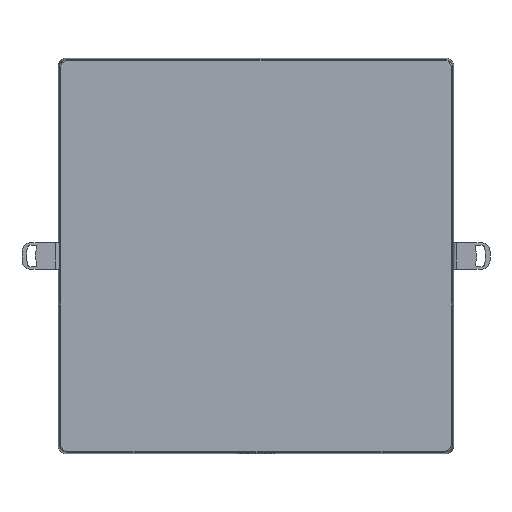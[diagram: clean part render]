
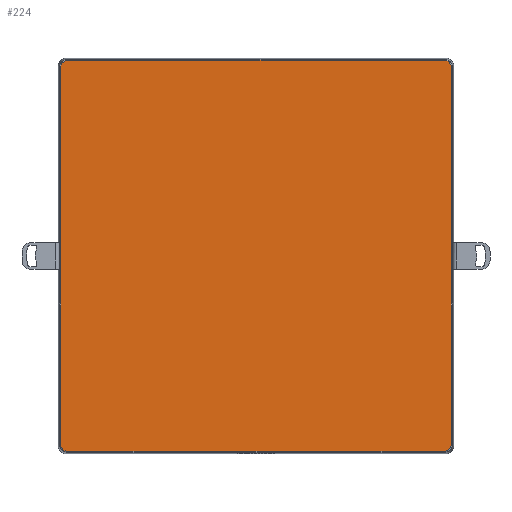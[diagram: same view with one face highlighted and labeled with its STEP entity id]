
A CAD part, top view. The second image highlights one B-rep face of the part: STEP entity #224.
In plain terms, the highlighted planar face has unit normal (0, 0, 1).
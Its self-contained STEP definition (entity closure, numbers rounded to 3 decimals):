
#224=ADVANCED_FACE('',(#497),#3917,.T.);
#497=FACE_OUTER_BOUND('',#769,.T.);
#769=EDGE_LOOP('',(#1846,#1847,#1848,#1849,#1850,#1851,#1852,#1853,#1854,
#1855));
#1846=ORIENTED_EDGE('',*,*,#2573,.T.);
#1847=ORIENTED_EDGE('',*,*,#2668,.T.);
#1848=ORIENTED_EDGE('',*,*,#2578,.T.);
#1849=ORIENTED_EDGE('',*,*,#2582,.F.);
#1850=ORIENTED_EDGE('',*,*,#2574,.T.);
#1851=ORIENTED_EDGE('',*,*,#2670,.T.);
#1852=ORIENTED_EDGE('',*,*,#2575,.T.);
#1853=ORIENTED_EDGE('',*,*,#2665,.T.);
#1854=ORIENTED_EDGE('',*,*,#2576,.T.);
#1855=ORIENTED_EDGE('',*,*,#2663,.T.);
#2573=EDGE_CURVE('',#3629,#3685,#2885,.T.);
#2574=EDGE_CURVE('',#3635,#3687,#2886,.T.);
#2575=EDGE_CURVE('',#3686,#3684,#2887,.T.);
#2576=EDGE_CURVE('',#3682,#3683,#2888,.T.);
#2578=EDGE_CURVE('',#3632,#3633,#2890,.T.);
#2582=EDGE_CURVE('',#3635,#3633,#3245,.T.);
#2663=EDGE_CURVE('',#3683,#3629,#3287,.T.);
#2665=EDGE_CURVE('',#3684,#3682,#3288,.T.);
#2668=EDGE_CURVE('',#3685,#3632,#3289,.T.);
#2670=EDGE_CURVE('',#3687,#3686,#3290,.T.);
#2885=(
BOUNDED_CURVE()
B_SPLINE_CURVE(2,(#9044,#9045,#9046,#9047,#9048),.UNSPECIFIED.,.F.,.F.)
B_SPLINE_CURVE_WITH_KNOTS((3,2,3),(750.659,753.801,756.942),
 .UNSPECIFIED.)
CURVE()
GEOMETRIC_REPRESENTATION_ITEM()
RATIONAL_B_SPLINE_CURVE((1.,0.924,1.,0.924,1.))
REPRESENTATION_ITEM('')
);
#2886=(
BOUNDED_CURVE()
B_SPLINE_CURVE(2,(#9049,#9050,#9051,#9052,#9053),.UNSPECIFIED.,.F.,.F.)
B_SPLINE_CURVE_WITH_KNOTS((3,2,3),(969.317,972.458,975.599),
 .UNSPECIFIED.)
CURVE()
GEOMETRIC_REPRESENTATION_ITEM()
RATIONAL_B_SPLINE_CURVE((1.,0.924,1.,0.924,1.))
REPRESENTATION_ITEM('')
);
#2887=(
BOUNDED_CURVE()
B_SPLINE_CURVE(2,(#9054,#9055,#9056,#9057,#9058),.UNSPECIFIED.,.F.,.F.)
B_SPLINE_CURVE_WITH_KNOTS((3,2,3),(1187.974,1191.115,1194.257),
 .UNSPECIFIED.)
CURVE()
GEOMETRIC_REPRESENTATION_ITEM()
RATIONAL_B_SPLINE_CURVE((1.,0.924,1.,0.924,1.))
REPRESENTATION_ITEM('')
);
#2888=(
BOUNDED_CURVE()
B_SPLINE_CURVE(2,(#9059,#9060,#9061,#9062,#9063),.UNSPECIFIED.,.F.,.F.)
B_SPLINE_CURVE_WITH_KNOTS((3,2,3),(1406.631,1409.773,1412.914),
 .UNSPECIFIED.)
CURVE()
GEOMETRIC_REPRESENTATION_ITEM()
RATIONAL_B_SPLINE_CURVE((1.,0.924,1.,0.924,
1.))
REPRESENTATION_ITEM('')
);
#2890=(
BOUNDED_CURVE()
B_SPLINE_CURVE(1,(#9067,#9068),.UNSPECIFIED.,.F.,.F.)
B_SPLINE_CURVE_WITH_KNOTS((2,2),(0.,23.),.UNSPECIFIED.)
CURVE()
GEOMETRIC_REPRESENTATION_ITEM()
RATIONAL_B_SPLINE_CURVE((1.,1.))
REPRESENTATION_ITEM('')
);
#3245=B_SPLINE_CURVE_WITH_KNOTS('',1,(#9077,#9078),.UNSPECIFIED.,.F.,.F.,
(2,2),(-94.687,0.),.UNSPECIFIED.);
#3287=B_SPLINE_CURVE_WITH_KNOTS('',1,(#9346,#9347),.UNSPECIFIED.,.F.,.F.,
(2,2),(0.,212.375),.UNSPECIFIED.);
#3288=B_SPLINE_CURVE_WITH_KNOTS('',1,(#9351,#9352),.UNSPECIFIED.,.F.,.F.,
(2,2),(0.,212.375),.UNSPECIFIED.);
#3289=B_SPLINE_CURVE_WITH_KNOTS('',1,(#9359,#9360),.UNSPECIFIED.,.F.,.F.,
(2,2),(0.,94.687),.UNSPECIFIED.);
#3290=B_SPLINE_CURVE_WITH_KNOTS('',1,(#9364,#9365),.UNSPECIFIED.,.F.,.F.,
(2,2),(0.,212.375),.UNSPECIFIED.);
#3629=VERTEX_POINT('',#8751);
#3632=VERTEX_POINT('',#8754);
#3633=VERTEX_POINT('',#8755);
#3635=VERTEX_POINT('',#8757);
#3682=VERTEX_POINT('',#8804);
#3683=VERTEX_POINT('',#8805);
#3684=VERTEX_POINT('',#8806);
#3685=VERTEX_POINT('',#8807);
#3686=VERTEX_POINT('',#8808);
#3687=VERTEX_POINT('',#8809);
#3917=PLANE('',#4093);
#4093=AXIS2_PLACEMENT_3D('',#7951,#4184,$);
#4184=DIRECTION('',(0.,0.,1.));
#7951=CARTESIAN_POINT('',(-112.39,-112.45,30.596));
#8751=CARTESIAN_POINT('',(-110.186,-106.248,30.596));
#8754=CARTESIAN_POINT('',(-11.5,-110.247,30.596));
#8755=CARTESIAN_POINT('',(11.5,-110.247,30.596));
#8757=CARTESIAN_POINT('',(106.187,-110.247,30.596));
#8804=CARTESIAN_POINT('',(-106.187,110.125,30.596));
#8805=CARTESIAN_POINT('',(-110.186,106.127,30.596));
#8806=CARTESIAN_POINT('',(106.187,110.125,30.596));
#8807=CARTESIAN_POINT('',(-106.187,-110.247,30.596));
#8808=CARTESIAN_POINT('',(110.186,106.127,30.596));
#8809=CARTESIAN_POINT('',(110.186,-106.248,30.596));
#9044=CARTESIAN_POINT('',(-110.186,-106.248,30.596));
#9045=CARTESIAN_POINT('',(-110.186,-107.905,30.596));
#9046=CARTESIAN_POINT('',(-109.015,-109.076,30.596));
#9047=CARTESIAN_POINT('',(-107.844,-110.247,30.596));
#9048=CARTESIAN_POINT('',(-106.187,-110.247,30.596));
#9049=CARTESIAN_POINT('',(106.187,-110.247,30.596));
#9050=CARTESIAN_POINT('',(107.844,-110.247,30.596));
#9051=CARTESIAN_POINT('',(109.015,-109.076,30.596));
#9052=CARTESIAN_POINT('',(110.186,-107.905,30.596));
#9053=CARTESIAN_POINT('',(110.186,-106.248,30.596));
#9054=CARTESIAN_POINT('',(110.186,106.127,30.596));
#9055=CARTESIAN_POINT('',(110.186,107.783,30.596));
#9056=CARTESIAN_POINT('',(109.015,108.954,30.596));
#9057=CARTESIAN_POINT('',(107.844,110.125,30.596));
#9058=CARTESIAN_POINT('',(106.187,110.125,30.596));
#9059=CARTESIAN_POINT('',(-106.187,110.125,30.596));
#9060=CARTESIAN_POINT('',(-107.844,110.125,30.596));
#9061=CARTESIAN_POINT('',(-109.015,108.954,30.596));
#9062=CARTESIAN_POINT('',(-110.186,107.783,30.596));
#9063=CARTESIAN_POINT('',(-110.186,106.127,30.596));
#9067=CARTESIAN_POINT('',(-11.5,-110.247,30.596));
#9068=CARTESIAN_POINT('',(11.5,-110.247,30.596));
#9077=CARTESIAN_POINT('',(106.187,-110.247,30.596));
#9078=CARTESIAN_POINT('',(11.5,-110.247,30.596));
#9346=CARTESIAN_POINT('',(-110.186,106.127,30.596));
#9347=CARTESIAN_POINT('',(-110.186,-106.248,30.596));
#9351=CARTESIAN_POINT('',(106.187,110.125,30.596));
#9352=CARTESIAN_POINT('',(-106.187,110.125,30.596));
#9359=CARTESIAN_POINT('',(-106.187,-110.247,30.596));
#9360=CARTESIAN_POINT('',(-11.5,-110.247,30.596));
#9364=CARTESIAN_POINT('',(110.186,-106.248,30.596));
#9365=CARTESIAN_POINT('',(110.186,106.127,30.596));
